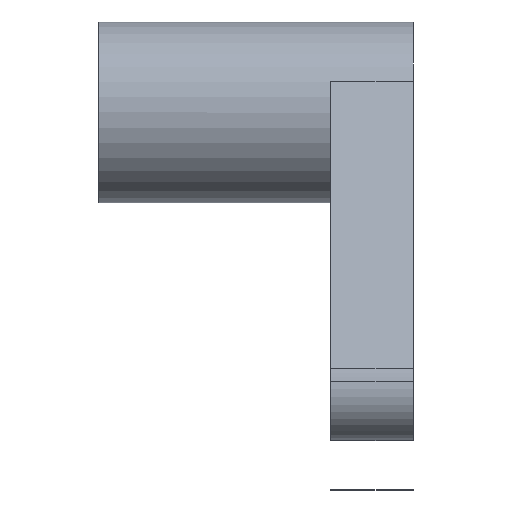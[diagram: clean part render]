
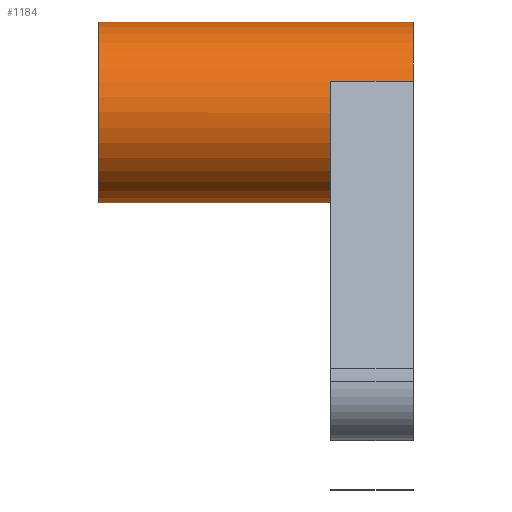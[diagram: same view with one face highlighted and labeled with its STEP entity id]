
A CAD part, left-side view. The second image highlights one B-rep face of the part: STEP entity #1184.
In plain terms, the highlighted cylindrical face has radius 5.5 mm (diameter 11 mm), a partial arc.
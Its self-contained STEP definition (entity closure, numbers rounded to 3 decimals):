
#15 = AXIS2_PLACEMENT_3D ( 'NONE', #1376, #28, #1124 ) ;
#28 = DIRECTION ( 'NONE',  ( 0., 1., 0. ) ) ;
#37 = CARTESIAN_POINT ( 'NONE',  ( -10.657, 19.1, 21. ) ) ;
#125 = DIRECTION ( 'NONE',  ( 0., -1., 0. ) ) ;
#276 = VERTEX_POINT ( 'NONE', #37 ) ;
#299 = DIRECTION ( 'NONE',  ( 0., -1., 0. ) ) ;
#374 = EDGE_CURVE ( 'NONE', #1776, #465, #1731, .T. ) ;
#381 = CARTESIAN_POINT ( 'NONE',  ( -10.657, 19.1, 15.5 ) ) ;
#423 = CIRCLE ( 'NONE', #847, 5.5 ) ;
#461 = CYLINDRICAL_SURFACE ( 'NONE', #724, 5.5 ) ;
#465 = VERTEX_POINT ( 'NONE', #467 ) ;
#467 = CARTESIAN_POINT ( 'NONE',  ( -15.826, 0., 17.379 ) ) ;
#480 = FACE_OUTER_BOUND ( 'NONE', #621, .T. ) ;
#535 = DIRECTION ( 'NONE',  ( 0., -1., 0. ) ) ;
#544 = VECTOR ( 'NONE', #535, 1000. ) ;
#549 = EDGE_CURVE ( 'NONE', #276, #1776, #663, .T. ) ;
#559 = DIRECTION ( 'NONE',  ( 0., -1., 0. ) ) ;
#577 = CARTESIAN_POINT ( 'NONE',  ( -10.657, 5., 21. ) ) ;
#612 = CARTESIAN_POINT ( 'NONE',  ( -15.826, 5., 17.379 ) ) ;
#621 = EDGE_LOOP ( 'NONE', ( #1309, #772, #1052, #723, #1200, #1856 ) ) ;
#639 = VECTOR ( 'NONE', #559, 1000. ) ;
#663 = LINE ( 'NONE', #577, #639 ) ;
#695 = CIRCLE ( 'NONE', #15, 5.5 ) ;
#723 = ORIENTED_EDGE ( 'NONE', *, *, #1925, .T. ) ;
#724 = AXIS2_PLACEMENT_3D ( 'NONE', #1010, #125, #881 ) ;
#740 = AXIS2_PLACEMENT_3D ( 'NONE', #1657, #299, #1622 ) ;
#772 = ORIENTED_EDGE ( 'NONE', *, *, #1373, .F. ) ;
#808 = CARTESIAN_POINT ( 'NONE',  ( -10.657, 5., 10. ) ) ;
#830 = DIRECTION ( 'NONE',  ( -1., 0., 0. ) ) ;
#847 = AXIS2_PLACEMENT_3D ( 'NONE', #381, #986, #830 ) ;
#881 = DIRECTION ( 'NONE',  ( 0., 0., -1. ) ) ;
#897 = EDGE_CURVE ( 'NONE', #1912, #465, #1529, .T. ) ;
#986 = DIRECTION ( 'NONE',  ( 0., 1., 0. ) ) ;
#1010 = CARTESIAN_POINT ( 'NONE',  ( -10.657, 5., 15.5 ) ) ;
#1052 = ORIENTED_EDGE ( 'NONE', *, *, #1088, .T. ) ;
#1064 = CARTESIAN_POINT ( 'NONE',  ( -10.657, 0., 21. ) ) ;
#1088 = EDGE_CURVE ( 'NONE', #1408, #1779, #1446, .T. ) ;
#1124 = DIRECTION ( 'NONE',  ( 0., 0., -1. ) ) ;
#1169 = CARTESIAN_POINT ( 'NONE',  ( -10.657, 19.1, 10. ) ) ;
#1184 = ADVANCED_FACE ( 'NONE', ( #480 ), #461, .T. ) ;
#1200 = ORIENTED_EDGE ( 'NONE', *, *, #897, .T. ) ;
#1309 = ORIENTED_EDGE ( 'NONE', *, *, #549, .F. ) ;
#1366 = CARTESIAN_POINT ( 'NONE',  ( -15.826, 5., 17.379 ) ) ;
#1373 = EDGE_CURVE ( 'NONE', #1408, #276, #423, .T. ) ;
#1376 = CARTESIAN_POINT ( 'NONE',  ( -10.657, 5., 15.5 ) ) ;
#1408 = VERTEX_POINT ( 'NONE', #1169 ) ;
#1446 = LINE ( 'NONE', #808, #544 ) ;
#1529 = LINE ( 'NONE', #1366, #1895 ) ;
#1622 = DIRECTION ( 'NONE',  ( 0., 0., -1. ) ) ;
#1657 = CARTESIAN_POINT ( 'NONE',  ( -10.657, 0., 15.5 ) ) ;
#1731 = CIRCLE ( 'NONE', #740, 5.5 ) ;
#1776 = VERTEX_POINT ( 'NONE', #1064 ) ;
#1779 = VERTEX_POINT ( 'NONE', #1847 ) ;
#1825 = DIRECTION ( 'NONE',  ( 0., -1., 0. ) ) ;
#1847 = CARTESIAN_POINT ( 'NONE',  ( -10.657, 5., 10. ) ) ;
#1856 = ORIENTED_EDGE ( 'NONE', *, *, #374, .F. ) ;
#1895 = VECTOR ( 'NONE', #1825, 1000. ) ;
#1912 = VERTEX_POINT ( 'NONE', #612 ) ;
#1925 = EDGE_CURVE ( 'NONE', #1779, #1912, #695, .T. ) ;
